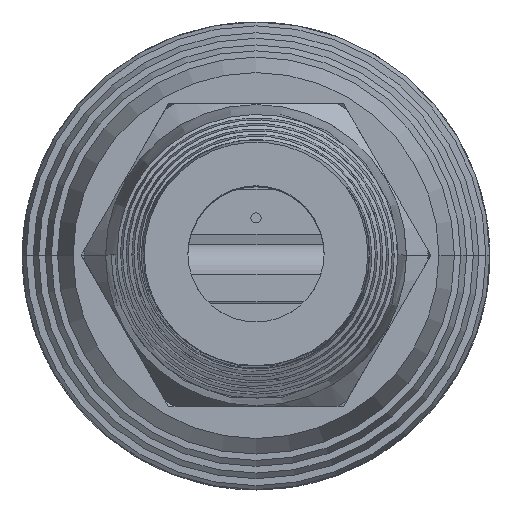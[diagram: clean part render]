
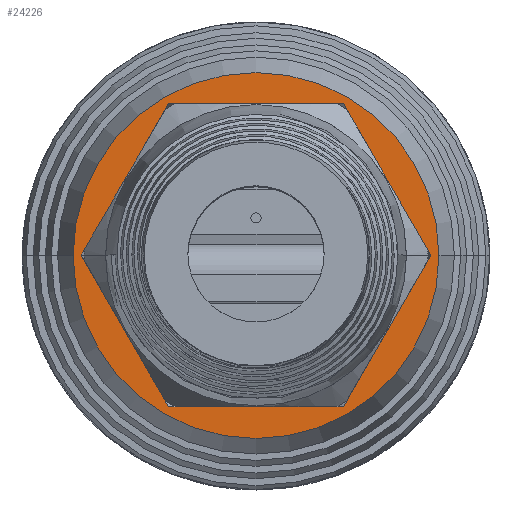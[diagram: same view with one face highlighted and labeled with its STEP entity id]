
A CAD part, top view. The second image highlights one B-rep face of the part: STEP entity #24226.
In plain terms, the highlighted face is planar.
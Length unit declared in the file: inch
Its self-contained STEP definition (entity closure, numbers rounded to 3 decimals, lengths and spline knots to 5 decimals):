
#685 = DIRECTION ( 'NONE',  ( 1., 0., 0. ) ) ;
#686 = DIRECTION ( 'NONE',  ( 0., 0., 1. ) ) ;
#687 = CARTESIAN_POINT ( 'NONE',  ( 0., 0., -0.87 ) ) ;
#688 = AXIS2_PLACEMENT_3D ( 'NONE', #687, #686, #685 ) ;
#689 = CIRCLE ( 'NONE', #688, 0.316 ) ;
#9233 = DIRECTION ( 'NONE',  ( 1., 0., 0. ) ) ;
#9335 = AXIS2_PLACEMENT_3D ( 'NONE', #9342, #9358, #9233 ) ;
#9337 = FACE_OUTER_BOUND ( 'NONE', #24224, .T. ) ;
#9339 = PLANE ( 'NONE',  #9335 ) ;
#9342 = CARTESIAN_POINT ( 'NONE',  ( 0., 0.45, -0.87 ) ) ;
#9343 = FACE_BOUND ( 'NONE', #24227, .T. ) ;
#9358 = DIRECTION ( 'NONE',  ( 0., 0., 1. ) ) ;
#10841 = CARTESIAN_POINT ( 'NONE',  ( 0.316, 0., -0.87 ) ) ;
#10843 = CARTESIAN_POINT ( 'NONE',  ( -0.316, 0., -0.87 ) ) ;
#18676 = VERTEX_POINT ( 'NONE', #23310 ) ;
#18681 = EDGE_CURVE ( 'NONE', #18699, #18676, #23298, .T. ) ;
#18699 = VERTEX_POINT ( 'NONE', #23322 ) ;
#23291 = DIRECTION ( 'NONE',  ( 1., 0., 0. ) ) ;
#23292 = DIRECTION ( 'NONE',  ( 0., 0., 1. ) ) ;
#23293 = CARTESIAN_POINT ( 'NONE',  ( 0., 0., -0.87 ) ) ;
#23294 = AXIS2_PLACEMENT_3D ( 'NONE', #23293, #23292, #23291 ) ;
#23298 = CIRCLE ( 'NONE', #23294, 0.45 ) ;
#23310 = CARTESIAN_POINT ( 'NONE',  ( -0.45, 0., -0.87 ) ) ;
#23322 = CARTESIAN_POINT ( 'NONE',  ( 0.45, 0., -0.87 ) ) ;
#24221 = ORIENTED_EDGE ( 'NONE', *, *, #26777, .T. ) ;
#24224 = EDGE_LOOP ( 'NONE', ( #24263, #24231 ) ) ;
#24226 = ADVANCED_FACE ( 'NONE', ( #9343, #9337 ), #9339, .F. ) ;
#24227 = EDGE_LOOP ( 'NONE', ( #24221, #24255 ) ) ;
#24231 = ORIENTED_EDGE ( 'NONE', *, *, #24252, .F. ) ;
#24252 = EDGE_CURVE ( 'NONE', #18676, #18699, #29130, .T. ) ;
#24255 = ORIENTED_EDGE ( 'NONE', *, *, #24266, .T. ) ;
#24263 = ORIENTED_EDGE ( 'NONE', *, *, #18681, .F. ) ;
#24266 = EDGE_CURVE ( 'NONE', #25135, #25131, #29143, .T. ) ;
#25131 = VERTEX_POINT ( 'NONE', #10843 ) ;
#25135 = VERTEX_POINT ( 'NONE', #10841 ) ;
#26777 = EDGE_CURVE ( 'NONE', #25131, #25135, #689, .T. ) ;
#29130 = CIRCLE ( 'NONE', #29160, 0.45 ) ;
#29143 = CIRCLE ( 'NONE', #29241, 0.316 ) ;
#29153 = DIRECTION ( 'NONE',  ( 1., 0., 0. ) ) ;
#29154 = DIRECTION ( 'NONE',  ( 0., 0., 1. ) ) ;
#29160 = AXIS2_PLACEMENT_3D ( 'NONE', #29164, #29154, #29153 ) ;
#29164 = CARTESIAN_POINT ( 'NONE',  ( 0., 0., -0.87 ) ) ;
#29238 = DIRECTION ( 'NONE',  ( 1., 0., 0. ) ) ;
#29239 = DIRECTION ( 'NONE',  ( 0., 0., 1. ) ) ;
#29240 = CARTESIAN_POINT ( 'NONE',  ( 0., 0., -0.87 ) ) ;
#29241 = AXIS2_PLACEMENT_3D ( 'NONE', #29240, #29239, #29238 ) ;
